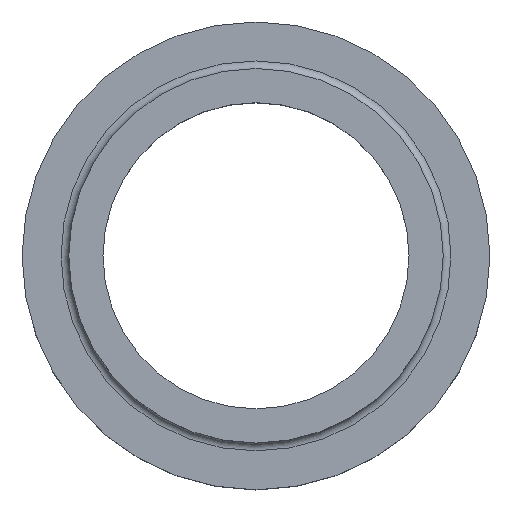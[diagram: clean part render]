
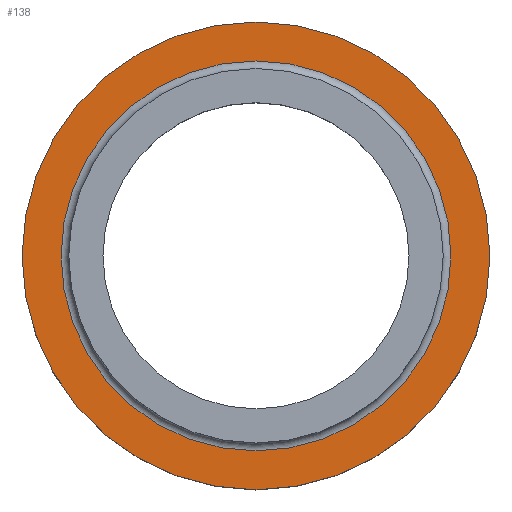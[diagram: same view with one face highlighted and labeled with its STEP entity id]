
A CAD part, top view. The second image highlights one B-rep face of the part: STEP entity #138.
In plain terms, the highlighted planar face has unit normal (0, 0, 1).
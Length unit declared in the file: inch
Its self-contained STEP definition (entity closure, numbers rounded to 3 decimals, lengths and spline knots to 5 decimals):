
#22 = CARTESIAN_POINT ( 'NONE',  ( 0., 3.15, -1.25 ) ) ;
#26 = DIRECTION ( 'NONE',  ( 1., 0., 0. ) ) ;
#48 = FACE_OUTER_BOUND ( 'NONE', #101, .T. ) ;
#72 = PLANE ( 'NONE',  #287 ) ;
#94 = CIRCLE ( 'NONE', #245, 3.935 ) ;
#97 = DIRECTION ( 'NONE',  ( 0., 0., -1. ) ) ;
#100 = CARTESIAN_POINT ( 'NONE',  ( -3.28, 0., -1.25 ) ) ;
#101 = EDGE_LOOP ( 'NONE', ( #254 ) ) ;
#103 = CARTESIAN_POINT ( 'NONE',  ( 0., 0., -1.25 ) ) ;
#106 = VERTEX_POINT ( 'NONE', #100 ) ;
#111 = DIRECTION ( 'NONE',  ( 0., 0., 1. ) ) ;
#125 = CARTESIAN_POINT ( 'NONE',  ( 3.935, 0., -1.25 ) ) ;
#127 = FACE_BOUND ( 'NONE', #195, .T. ) ;
#135 = VERTEX_POINT ( 'NONE', #125 ) ;
#138 = ADVANCED_FACE ( 'NONE', ( #127, #48 ), #72, .F. ) ;
#153 = DIRECTION ( 'NONE',  ( 0., 0., -1. ) ) ;
#155 = DIRECTION ( 'NONE',  ( -1., 0., 0. ) ) ;
#157 = EDGE_CURVE ( 'NONE', #135, #135, #94, .T. ) ;
#193 = ORIENTED_EDGE ( 'NONE', *, *, #220, .T. ) ;
#195 = EDGE_LOOP ( 'NONE', ( #193 ) ) ;
#220 = EDGE_CURVE ( 'NONE', #106, #106, #233, .T. ) ;
#233 = CIRCLE ( 'NONE', #306, 3.28 ) ;
#245 = AXIS2_PLACEMENT_3D ( 'NONE', #259, #111, #26 ) ;
#254 = ORIENTED_EDGE ( 'NONE', *, *, #157, .T. ) ;
#259 = CARTESIAN_POINT ( 'NONE',  ( 0., 0., -1.25 ) ) ;
#262 = DIRECTION ( 'NONE',  ( -1., 0., 0. ) ) ;
#287 = AXIS2_PLACEMENT_3D ( 'NONE', #22, #97, #262 ) ;
#306 = AXIS2_PLACEMENT_3D ( 'NONE', #103, #153, #155 ) ;
